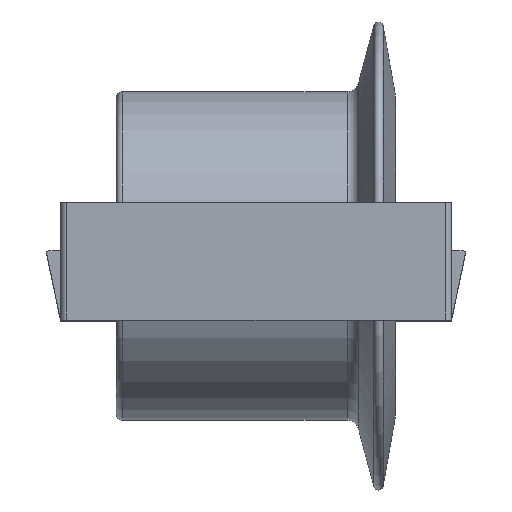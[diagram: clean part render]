
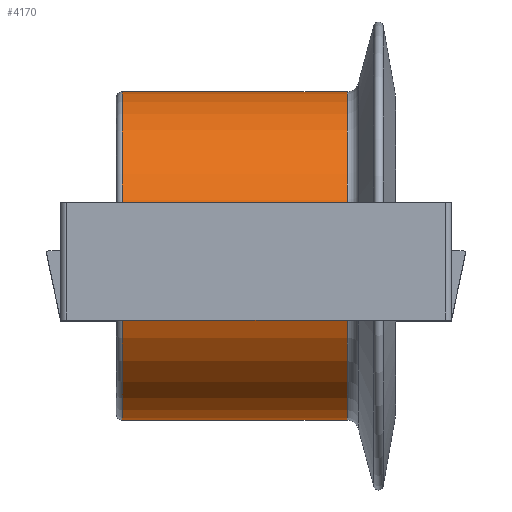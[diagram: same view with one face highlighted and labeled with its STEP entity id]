
A CAD part, top view. The second image highlights one B-rep face of the part: STEP entity #4170.
In plain terms, the highlighted cylindrical face has radius 14 mm (diameter 28 mm), a full revolution.
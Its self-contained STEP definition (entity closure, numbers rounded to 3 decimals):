
#52=CYLINDRICAL_SURFACE('',#4541,14.);
#132=FACE_OUTER_BOUND('',#358,.T.);
#358=EDGE_LOOP('',(#2822,#2823,#2824,#2825));
#607=LINE('',#6371,#1054);
#1054=VECTOR('',#5069,14.);
#1507=CIRCLE('',#4540,14.);
#1508=CIRCLE('',#4542,14.);
#1725=VERTEX_POINT('',#6366);
#1726=VERTEX_POINT('',#6370);
#2160=EDGE_CURVE('',#1725,#1725,#1507,.T.);
#2161=EDGE_CURVE('',#1725,#1726,#607,.T.);
#2162=EDGE_CURVE('',#1726,#1726,#1508,.T.);
#2822=ORIENTED_EDGE('',*,*,#2160,.F.);
#2823=ORIENTED_EDGE('',*,*,#2161,.T.);
#2824=ORIENTED_EDGE('',*,*,#2162,.T.);
#2825=ORIENTED_EDGE('',*,*,#2161,.F.);
#4170=ADVANCED_FACE('',(#132),#52,.T.);
#4540=AXIS2_PLACEMENT_3D('',#6368,#5065,#5066);
#4541=AXIS2_PLACEMENT_3D('',#6369,#5067,#5068);
#4542=AXIS2_PLACEMENT_3D('',#6372,#5070,#5071);
#5065=DIRECTION('center_axis',(0.,0.,1.));
#5066=DIRECTION('ref_axis',(1.,0.,0.));
#5067=DIRECTION('center_axis',(0.,0.,1.));
#5068=DIRECTION('ref_axis',(1.,0.,0.));
#5069=DIRECTION('',(0.,0.,-1.));
#5070=DIRECTION('center_axis',(0.,0.,1.));
#5071=DIRECTION('ref_axis',(1.,0.,0.));
#6366=CARTESIAN_POINT('',(-14.,0.,7.771));
#6368=CARTESIAN_POINT('Origin',(0.,0.,7.771));
#6369=CARTESIAN_POINT('Origin',(0.,0.,12.6));
#6370=CARTESIAN_POINT('',(-14.,0.,-11.4));
#6371=CARTESIAN_POINT('',(-14.,0.,12.6));
#6372=CARTESIAN_POINT('Origin',(0.,0.,-11.4));
